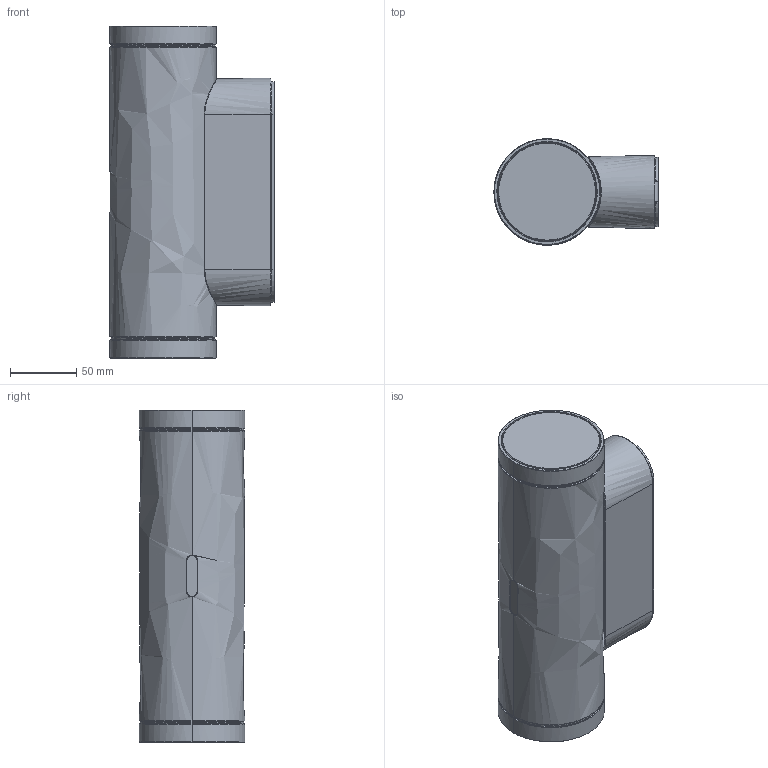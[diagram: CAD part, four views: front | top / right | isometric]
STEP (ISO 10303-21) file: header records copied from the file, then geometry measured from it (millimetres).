
FILE_DESCRIPTION(/* description */ (''),/* implementation_level */ '2;1');
FILE_NAME(/* name */ 'T419200_CALUMET 8 PARETE BI',/* time_stamp */ '2018-01-26T12:13:33+01:00',/* author */ (''),/* organization */ (''),/* preprocessor_version */ 'ST-DEVELOPER v15',/* originating_system */ '',/* authorisation */ '');
FILE_SCHEMA (('CONFIG_CONTROL_DESIGN'));
Length unit declared in the file: millimetre
Products named in the file (1): Document
Bounding box: 123.62 x 79.87 x 250.2 mm (x, y, z)
Volume: 16475.5 mm3; surface area: 113611.7 mm2
Topology: 2 solids, 8 shells, 169 faces, 447 edges, 275 vertices
Faces by surface type: bspline 124, plane 45
Entity records: 7016 total; most frequent: CARTESIAN_POINT 4549, ORIENTED_EDGE 793, EDGE_CURVE 427, VERTEX_POINT 269, B_SPLINE_CURVE_WITH_KNOTS 195, EDGE_LOOP 184, ADVANCED_FACE 169, FACE_OUTER_BOUND 169
